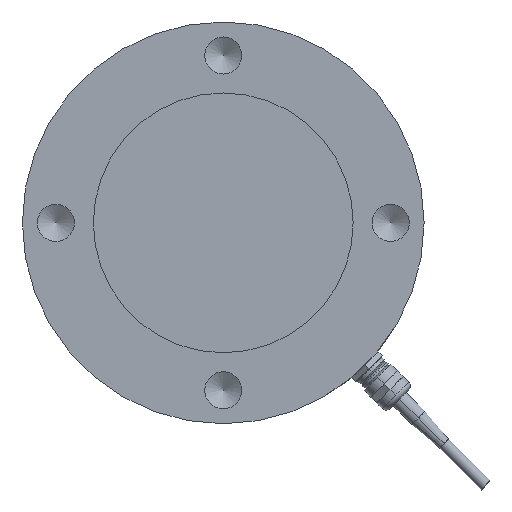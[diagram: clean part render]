
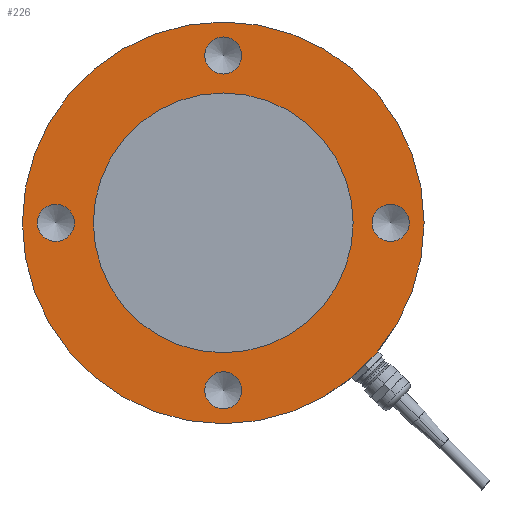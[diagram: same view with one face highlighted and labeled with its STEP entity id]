
A CAD part, front view. The second image highlights one B-rep face of the part: STEP entity #226.
In plain terms, the highlighted planar face has unit normal (0, -1, 0).
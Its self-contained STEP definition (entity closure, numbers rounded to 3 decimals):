
#226 = ADVANCED_FACE( '', ( #478, #479, #480, #481, #482, #483 ), #484, .T. );
#478 = FACE_BOUND( '', #791, .T. );
#479 = FACE_BOUND( '', #792, .T. );
#480 = FACE_BOUND( '', #793, .T. );
#481 = FACE_BOUND( '', #794, .T. );
#482 = FACE_OUTER_BOUND( '', #795, .T. );
#483 = FACE_BOUND( '', #796, .T. );
#484 = PLANE( '', #797 );
#791 = EDGE_LOOP( '', ( #1209 ) );
#792 = EDGE_LOOP( '', ( #1210 ) );
#793 = EDGE_LOOP( '', ( #1211 ) );
#794 = EDGE_LOOP( '', ( #1212 ) );
#795 = EDGE_LOOP( '', ( #1213 ) );
#796 = EDGE_LOOP( '', ( #1214 ) );
#797 = AXIS2_PLACEMENT_3D( '', #1215, #1216, #1217 );
#1209 = ORIENTED_EDGE( '', *, *, #1731, .T. );
#1210 = ORIENTED_EDGE( '', *, *, #1768, .T. );
#1211 = ORIENTED_EDGE( '', *, *, #1805, .T. );
#1212 = ORIENTED_EDGE( '', *, *, #1806, .T. );
#1213 = ORIENTED_EDGE( '', *, *, #1807, .T. );
#1214 = ORIENTED_EDGE( '', *, *, #1808, .F. );
#1215 = CARTESIAN_POINT( '', ( -48.5, 0., 0. ) );
#1216 = DIRECTION( '', ( 0., -1., 0. ) );
#1217 = DIRECTION( '', ( 0., 0., -1. ) );
#1731 = EDGE_CURVE( '', #2016, #2016, #2017, .T. );
#1768 = EDGE_CURVE( '', #2075, #2075, #2076, .T. );
#1805 = EDGE_CURVE( '', #2125, #2125, #2126, .T. );
#1806 = EDGE_CURVE( '', #2127, #2127, #2128, .T. );
#1807 = EDGE_CURVE( '', #2129, #2129, #2130, .T. );
#1808 = EDGE_CURVE( '', #2131, #2131, #2132, .T. );
#2016 = VERTEX_POINT( '', #2506 );
#2017 = CIRCLE( '', #2507, 6.918 );
#2075 = VERTEX_POINT( '', #2737 );
#2076 = CIRCLE( '', #2738, 6.918 );
#2125 = VERTEX_POINT( '', #2910 );
#2126 = CIRCLE( '', #2911, 6.918 );
#2127 = VERTEX_POINT( '', #2912 );
#2128 = CIRCLE( '', #2913, 6.918 );
#2129 = VERTEX_POINT( '', #2914 );
#2130 = CIRCLE( '', #2915, 75. );
#2131 = VERTEX_POINT( '', #2916 );
#2132 = CIRCLE( '', #2917, 48.5 );
#2506 = CARTESIAN_POINT( '', ( -55.583, 0., 0. ) );
#2507 = AXIS2_PLACEMENT_3D( '', #3794, #3795, #3796 );
#2737 = CARTESIAN_POINT( '', ( 0., 0., -55.583 ) );
#2738 = AXIS2_PLACEMENT_3D( '', #3809, #3810, #3811 );
#2910 = CARTESIAN_POINT( '', ( 55.583, 0., 0. ) );
#2911 = AXIS2_PLACEMENT_3D( '', #3818, #3819, #3820 );
#2912 = CARTESIAN_POINT( '', ( 0., 0., 55.583 ) );
#2913 = AXIS2_PLACEMENT_3D( '', #3821, #3822, #3823 );
#2914 = CARTESIAN_POINT( '', ( 0., 0., -75. ) );
#2915 = AXIS2_PLACEMENT_3D( '', #3824, #3825, #3826 );
#2916 = CARTESIAN_POINT( '', ( 0., 0., -48.5 ) );
#2917 = AXIS2_PLACEMENT_3D( '', #3827, #3828, #3829 );
#3794 = CARTESIAN_POINT( '', ( -62.5, 0., 0. ) );
#3795 = DIRECTION( '', ( 0., 1., 0. ) );
#3796 = DIRECTION( '', ( 1., 0., 0. ) );
#3809 = CARTESIAN_POINT( '', ( 0., 0., -62.5 ) );
#3810 = DIRECTION( '', ( 0., 1., 0. ) );
#3811 = DIRECTION( '', ( 0., 0., 1. ) );
#3818 = CARTESIAN_POINT( '', ( 62.5, 0., 0. ) );
#3819 = DIRECTION( '', ( 0., 1., 0. ) );
#3820 = DIRECTION( '', ( -1., 0., 0. ) );
#3821 = CARTESIAN_POINT( '', ( 0., 0., 62.5 ) );
#3822 = DIRECTION( '', ( 0., 1., 0. ) );
#3823 = DIRECTION( '', ( 0., 0., -1. ) );
#3824 = CARTESIAN_POINT( '', ( 0., 0., 0. ) );
#3825 = DIRECTION( '', ( 0., -1., 0. ) );
#3826 = DIRECTION( '', ( 0., 0., -1. ) );
#3827 = CARTESIAN_POINT( '', ( 0., 0., 0. ) );
#3828 = DIRECTION( '', ( 0., -1., 0. ) );
#3829 = DIRECTION( '', ( 0., 0., -1. ) );
